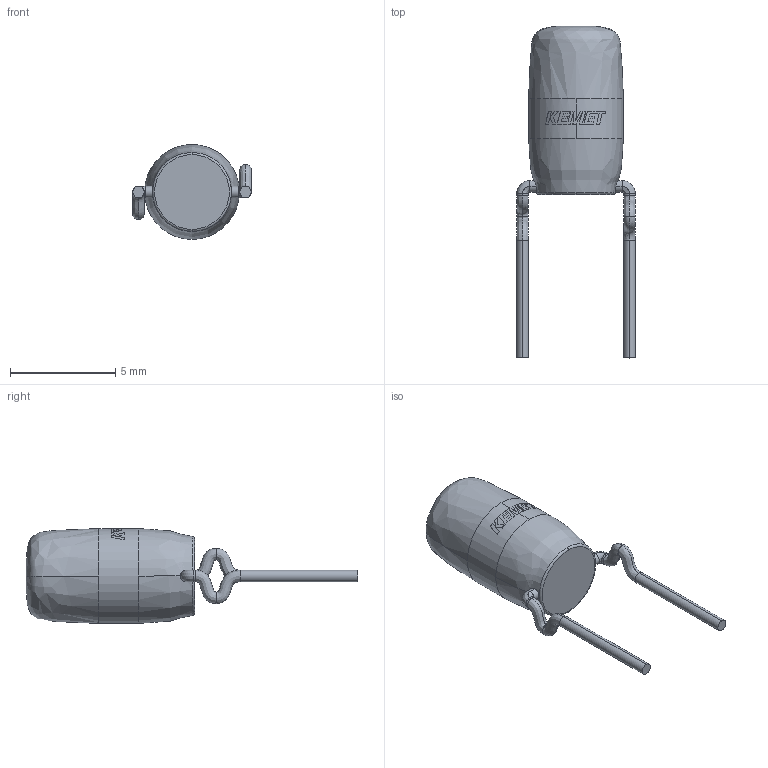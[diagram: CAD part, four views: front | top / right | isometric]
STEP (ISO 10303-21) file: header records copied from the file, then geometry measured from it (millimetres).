
FILE_DESCRIPTION (( 'STEP AP214' ), '1' );
FILE_NAME ('CTR_T352_D4.5H10.2S5.08LL5.56F0.55.STEP', '2017-12-18T15:40:50', ( '' ), ( '' ), 'SwSTEP 2.0', 'SolidWorks 2014', '' );
FILE_SCHEMA (( 'AUTOMOTIVE_DESIGN' ));
Length unit declared in the file: millimetre
Products named in the file (1): CTR_T352_D4.5H10.2S5.08LL5.56F0.55
Bounding box: 5.63 x 15.76 x 4.5 mm (x, y, z)
Volume: 120.6 mm3; surface area: 162.3 mm2
Topology: 1 solids, 1 shells, 93 faces, 247 edges, 158 vertices
Faces by surface type: bspline 51, plane 26, cylinder 14, torus 2
Entity records: 5685 total; most frequent: CARTESIAN_POINT 2725, ORIENTED_EDGE 494, DIRECTION 264, EDGE_CURVE 247, VERTEX_POINT 158, B_SPLINE_CURVE_WITH_KNOTS 141, AXIS2_PLACEMENT_3D 123, UNCERTAINTY_MEASURE_WITH_UNIT 96
